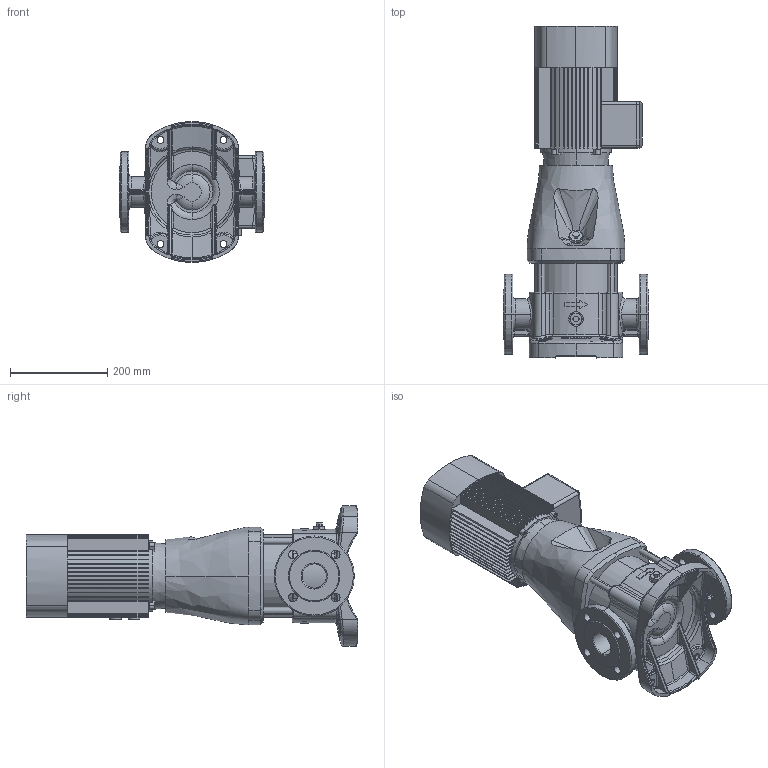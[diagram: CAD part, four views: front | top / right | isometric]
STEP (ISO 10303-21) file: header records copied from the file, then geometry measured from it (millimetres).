
FILE_DESCRIPTION (( 'STEP AP203' ), '1' );
FILE_NAME ('CDM(F)20-2 FSWP(S_L)C.SLDASM.STEP', '2022-08-08T06:32:31', ( '' ), ( '' ), 'SwSTEP 2.0', 'SolidWorks 2019', '' );
FILE_SCHEMA (( 'CONFIG_CONTROL_DESIGN' ));
Length unit declared in the file: millimetre
Products named in the file (4): CDM20_fon_1_7_CDM20-2; ED_B14_YE2-90L-2 (2.2); CDM(F)20-2 FSWP(S_L)C.SLDASM; CDM(F)20_prot_F_CDM(F)20-2_F
Assembly tree (3 placements, depth 2):
  CDM(F)20-2 FSWP(S_L)C.SLDASM
    CDM(F)20_prot_F_CDM(F)20-2_F
    CDM20_fon_1_7_CDM20-2
    ED_B14_YE2-90L-2 (2.2)
Bounding box: 300 x 684 x 290 mm (x, y, z)
Volume: 17326907.8 mm3; surface area: 1084510.5 mm2
Topology: 7 solids, 8 shells, 1178 faces, 3024 edges, 1863 vertices
Faces by surface type: bspline 350, plane 349, cylinder 271, torus 134, cone 60, sphere 14
Entity records: 72156 total; most frequent: CARTESIAN_POINT 45602, ORIENTED_EDGE 5964, DIRECTION 4871, EDGE_CURVE 2982, AXIS2_PLACEMENT_3D 1977, VERTEX_POINT 1863, EDGE_LOOP 1253, FACE_OUTER_BOUND 1178
